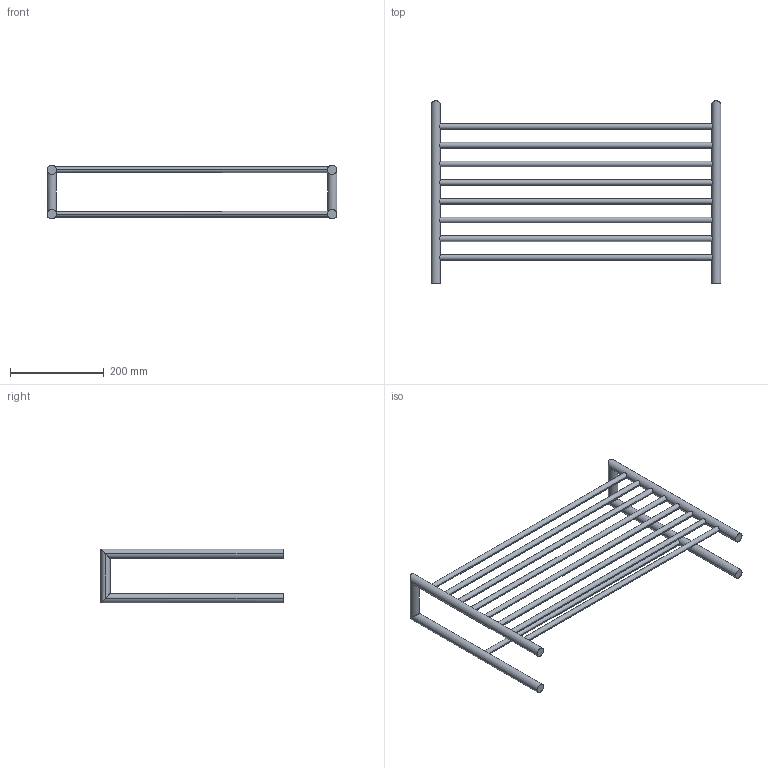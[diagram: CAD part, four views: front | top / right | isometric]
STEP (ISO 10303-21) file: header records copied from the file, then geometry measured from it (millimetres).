
FILE_DESCRIPTION(('CATIA V5 STEP Exchange','CAx-IF Rec.Pracs.--- Model Styling and Organization---1.5--- 2016-08-15','CAx-IF Rec.Pracs.---Supplemental Geometry---1.0---2011-11-01','CAx-IF Rec.Pracs.--- Composite Materials ---3.4---2017-06-13','CAx-IF Rec.Pracs.---Tessellated 3D Geometry---1.0---2015-12-17'),'2;1');
FILE_NAME('SY090300.stp','2025-03-26T09:27:24+00:00',('none'),('none'),'CATIA Version 5-6 Release 2020 SP2','CATIA V5 STEP AP242 v2','none');
FILE_SCHEMA(('AP242_MANAGED_MODEL_BASED_3D_ENGINEERING_MIM_LF {1 0 10303 442 1 1 4}'));
Length unit declared in the file: millimetre
Products named in the file (1): SY090300
Bounding box: 620 x 390 x 115 mm (x, y, z)
Volume: 1128542.1 mm3; surface area: 304005.5 mm2
Topology: 1 solids, 1 shells, 34 faces, 100 edges, 52 vertices
Faces by surface type: cylinder 30, plane 4
Entity records: 1927 total; most frequent: CARTESIAN_POINT 1169, ORIENTED_EDGE 200, EDGE_CURVE 100, DIRECTION 88, VERTEX_POINT 52, VECTOR 48, LINE 48, B_SPLINE_CURVE_WITH_KNOTS 44
